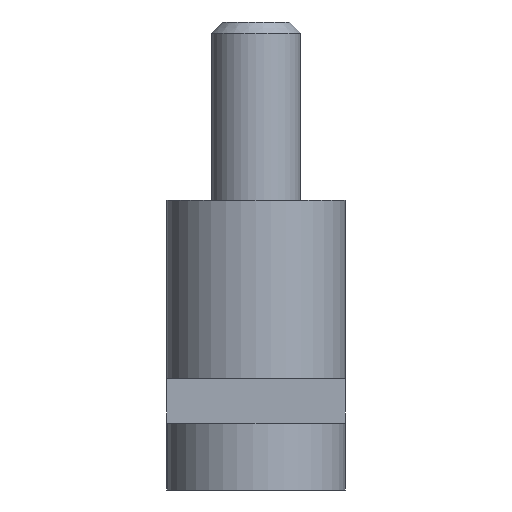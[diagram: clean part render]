
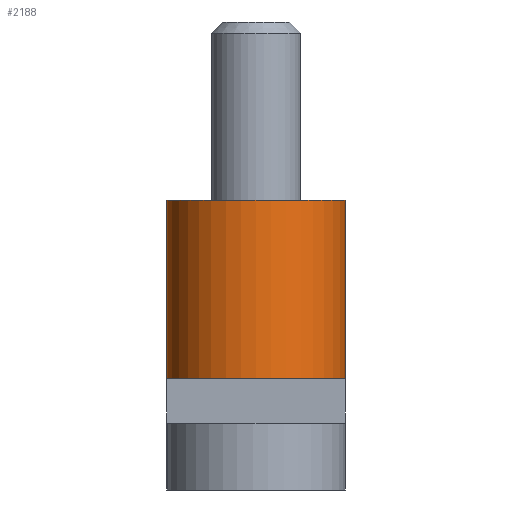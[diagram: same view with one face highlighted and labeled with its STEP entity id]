
A CAD part, left-side view. The second image highlights one B-rep face of the part: STEP entity #2188.
In plain terms, the highlighted cylindrical face has radius 4 mm (diameter 8 mm), a partial arc.
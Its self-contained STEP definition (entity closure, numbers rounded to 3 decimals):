
#54 = AXIS2_PLACEMENT_3D ( 'NONE', #1192, #2248, #208 ) ;
#74 = DIRECTION ( 'NONE',  ( 0., 0., 1. ) ) ;
#76 = CYLINDRICAL_SURFACE ( 'NONE', #54, 4. ) ;
#176 = AXIS2_PLACEMENT_3D ( 'NONE', #3184, #867, #74 ) ;
#208 = DIRECTION ( 'NONE',  ( 0., 0., 1. ) ) ;
#550 = AXIS2_PLACEMENT_3D ( 'NONE', #2307, #2464, #2526 ) ;
#553 = LINE ( 'NONE', #2331, #621 ) ;
#570 = CARTESIAN_POINT ( 'NONE',  ( 0., -8., 4. ) ) ;
#607 = FACE_OUTER_BOUND ( 'NONE', #1770, .T. ) ;
#609 = CARTESIAN_POINT ( 'NONE',  ( 0., 0., 4. ) ) ;
#616 = ORIENTED_EDGE ( 'NONE', *, *, #899, .T. ) ;
#621 = VECTOR ( 'NONE', #1832, 1000. ) ;
#690 = CIRCLE ( 'NONE', #550, 4. ) ;
#863 = DIRECTION ( 'NONE',  ( 0., 1., 0. ) ) ;
#867 = DIRECTION ( 'NONE',  ( 0., 1., 0. ) ) ;
#878 = CARTESIAN_POINT ( 'NONE',  ( 0., 0., -4. ) ) ;
#899 = EDGE_CURVE ( 'NONE', #1417, #1396, #553, .T. ) ;
#934 = EDGE_CURVE ( 'NONE', #2087, #1417, #690, .T. ) ;
#1192 = CARTESIAN_POINT ( 'NONE',  ( 0., 0., 0. ) ) ;
#1311 = EDGE_CURVE ( 'NONE', #2087, #3280, #2772, .T. ) ;
#1396 = VERTEX_POINT ( 'NONE', #609 ) ;
#1417 = VERTEX_POINT ( 'NONE', #570 ) ;
#1770 = EDGE_LOOP ( 'NONE', ( #2977, #3096, #616, #2871 ) ) ;
#1798 = EDGE_CURVE ( 'NONE', #3280, #1396, #2866, .T. ) ;
#1832 = DIRECTION ( 'NONE',  ( 0., 1., 0. ) ) ;
#1987 = CARTESIAN_POINT ( 'NONE',  ( 0., -8., -4. ) ) ;
#1996 = CARTESIAN_POINT ( 'NONE',  ( 0., 0., -4. ) ) ;
#2087 = VERTEX_POINT ( 'NONE', #1987 ) ;
#2188 = ADVANCED_FACE ( 'NONE', ( #607 ), #76, .T. ) ;
#2248 = DIRECTION ( 'NONE',  ( 0., 1., 0. ) ) ;
#2307 = CARTESIAN_POINT ( 'NONE',  ( 0., -8., 0. ) ) ;
#2331 = CARTESIAN_POINT ( 'NONE',  ( 0., 0., 4. ) ) ;
#2464 = DIRECTION ( 'NONE',  ( 0., 1., 0. ) ) ;
#2526 = DIRECTION ( 'NONE',  ( 0., 0., 1. ) ) ;
#2772 = LINE ( 'NONE', #878, #2814 ) ;
#2814 = VECTOR ( 'NONE', #863, 1000. ) ;
#2866 = CIRCLE ( 'NONE', #176, 4. ) ;
#2871 = ORIENTED_EDGE ( 'NONE', *, *, #1798, .F. ) ;
#2977 = ORIENTED_EDGE ( 'NONE', *, *, #1311, .F. ) ;
#3096 = ORIENTED_EDGE ( 'NONE', *, *, #934, .T. ) ;
#3184 = CARTESIAN_POINT ( 'NONE',  ( 0., 0., 0. ) ) ;
#3280 = VERTEX_POINT ( 'NONE', #1996 ) ;
